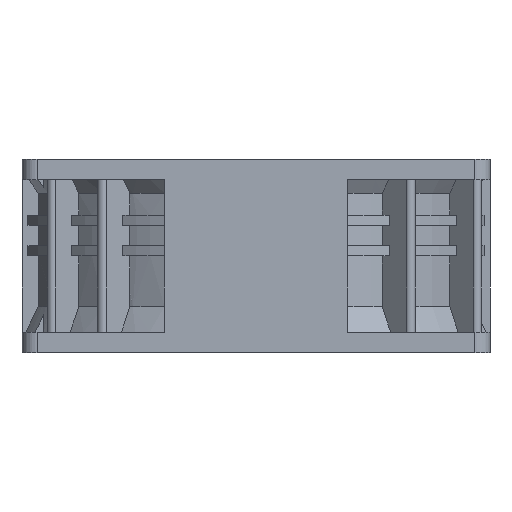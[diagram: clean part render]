
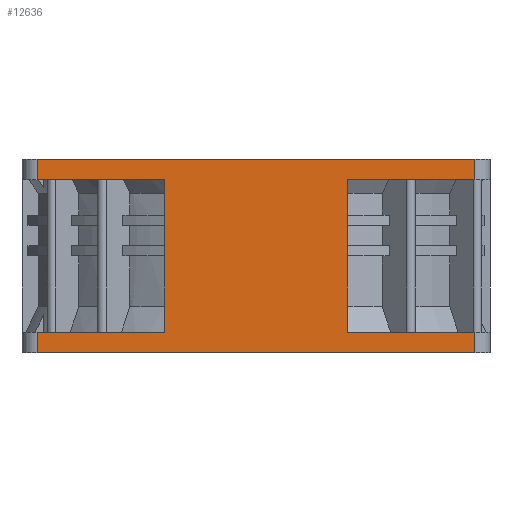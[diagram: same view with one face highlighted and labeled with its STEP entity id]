
A CAD part, front view. The second image highlights one B-rep face of the part: STEP entity #12636.
In plain terms, the highlighted planar face has unit normal (0, -1, 0).
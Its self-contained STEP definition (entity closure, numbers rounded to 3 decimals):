
#751=DIRECTION('',(1.,0.,0.));
#752=VECTOR('',#751,86.);
#753=CARTESIAN_POINT('',(-43.,-46.,-20.8));
#754=LINE('',#753,#752);
#1772=DIRECTION('',(0.,0.,1.));
#1773=VECTOR('',#1772,4.);
#1774=CARTESIAN_POINT('',(43.,-46.,-20.8));
#1775=LINE('',#1774,#1773);
#1776=DIRECTION('',(1.,0.,0.));
#1777=VECTOR('',#1776,25.);
#1778=CARTESIAN_POINT('',(18.,-46.,-16.8));
#1779=LINE('',#1778,#1777);
#1780=DIRECTION('',(1.,0.,0.));
#1781=VECTOR('',#1780,25.);
#1782=CARTESIAN_POINT('',(-43.,-46.,-16.8));
#1783=LINE('',#1782,#1781);
#1784=DIRECTION('',(1.,0.,0.));
#1785=VECTOR('',#1784,86.);
#1786=CARTESIAN_POINT('',(-43.,-46.,17.2));
#1787=LINE('',#1786,#1785);
#1792=DIRECTION('',(1.,0.,0.));
#1793=VECTOR('',#1792,25.);
#1794=CARTESIAN_POINT('',(18.,-46.,13.2));
#1795=LINE('',#1794,#1793);
#1885=DIRECTION('',(0.,0.,1.));
#1886=VECTOR('',#1885,30.);
#1887=CARTESIAN_POINT('',(18.,-46.,-16.8));
#1888=LINE('',#1887,#1886);
#2430=DIRECTION('',(0.,0.,1.));
#2431=VECTOR('',#2430,4.);
#2432=CARTESIAN_POINT('',(43.,-46.,13.2));
#2433=LINE('',#2432,#2431);
#2946=DIRECTION('',(1.,0.,0.));
#2947=VECTOR('',#2946,25.);
#2948=CARTESIAN_POINT('',(-43.,-46.,13.2));
#2949=LINE('',#2948,#2947);
#3031=DIRECTION('',(0.,0.,-1.));
#3032=VECTOR('',#3031,4.);
#3033=CARTESIAN_POINT('',(-43.,-46.,17.2));
#3034=LINE('',#3033,#3032);
#3043=DIRECTION('',(0.,0.,-1.));
#3044=VECTOR('',#3043,30.);
#3045=CARTESIAN_POINT('',(-18.,-46.,13.2));
#3046=LINE('',#3045,#3044);
#4823=DIRECTION('',(0.,0.,-1.));
#4824=VECTOR('',#4823,4.);
#4825=CARTESIAN_POINT('',(-43.,-46.,-16.8));
#4826=LINE('',#4825,#4824);
#8925=CARTESIAN_POINT('',(43.,-46.,17.2));
#8926=VERTEX_POINT('',#8925);
#8927=CARTESIAN_POINT('',(-43.,-46.,17.2));
#8928=VERTEX_POINT('',#8927);
#9151=CARTESIAN_POINT('',(-43.,-46.,-20.8));
#9152=VERTEX_POINT('',#9151);
#9153=CARTESIAN_POINT('',(43.,-46.,-20.8));
#9154=VERTEX_POINT('',#9153);
#9390=CARTESIAN_POINT('',(18.,-46.,-16.8));
#9392=VERTEX_POINT('',#9390);
#9419=CARTESIAN_POINT('',(43.,-46.,-16.8));
#9420=VERTEX_POINT('',#9419);
#9473=CARTESIAN_POINT('',(-18.,-46.,-16.8));
#9474=VERTEX_POINT('',#9473);
#9475=CARTESIAN_POINT('',(-43.,-46.,-16.8));
#9476=VERTEX_POINT('',#9475);
#9552=CARTESIAN_POINT('',(18.,-46.,13.2));
#9554=VERTEX_POINT('',#9552);
#9555=CARTESIAN_POINT('',(43.,-46.,13.2));
#9556=VERTEX_POINT('',#9555);
#9593=CARTESIAN_POINT('',(-43.,-46.,13.2));
#9594=VERTEX_POINT('',#9593);
#9595=CARTESIAN_POINT('',(-18.,-46.,13.2));
#9596=VERTEX_POINT('',#9595);
#12607=CARTESIAN_POINT('',(46.,-46.,17.2));
#12608=DIRECTION('',(0.,1.,0.));
#12609=DIRECTION('',(-1.,0.,0.));
#12610=AXIS2_PLACEMENT_3D('',#12607,#12608,#12609);
#12611=PLANE('',#12610);
#12613=ORIENTED_EDGE('',*,*,#12612,.F.);
#12615=ORIENTED_EDGE('',*,*,#12614,.F.);
#12617=ORIENTED_EDGE('',*,*,#12616,.T.);
#12618=ORIENTED_EDGE('',*,*,#12600,.F.);
#12619=ORIENTED_EDGE('',*,*,#11588,.F.);
#12621=ORIENTED_EDGE('',*,*,#12620,.F.);
#12623=ORIENTED_EDGE('',*,*,#12622,.T.);
#12625=ORIENTED_EDGE('',*,*,#12624,.F.);
#12627=ORIENTED_EDGE('',*,*,#12626,.F.);
#12629=ORIENTED_EDGE('',*,*,#12628,.F.);
#12631=ORIENTED_EDGE('',*,*,#12630,.T.);
#12633=ORIENTED_EDGE('',*,*,#12632,.F.);
#12634=EDGE_LOOP('',(#12613,#12615,#12617,#12618,#12619,#12621,#12623,#12625,
#12627,#12629,#12631,#12633));
#12635=FACE_OUTER_BOUND('',#12634,.F.);
#12636=ADVANCED_FACE('',(#12635),#12611,.F.);
#11588=EDGE_CURVE('',#9152,#9154,#754,.T.);
#12600=EDGE_CURVE('',#9154,#9420,#1775,.T.);
#12612=EDGE_CURVE('',#9554,#9556,#1795,.T.);
#12614=EDGE_CURVE('',#9392,#9554,#1888,.T.);
#12616=EDGE_CURVE('',#9392,#9420,#1779,.T.);
#12620=EDGE_CURVE('',#9476,#9152,#4826,.T.);
#12622=EDGE_CURVE('',#9476,#9474,#1783,.T.);
#12624=EDGE_CURVE('',#9596,#9474,#3046,.T.);
#12626=EDGE_CURVE('',#9594,#9596,#2949,.T.);
#12628=EDGE_CURVE('',#8928,#9594,#3034,.T.);
#12630=EDGE_CURVE('',#8928,#8926,#1787,.T.);
#12632=EDGE_CURVE('',#9556,#8926,#2433,.T.);
